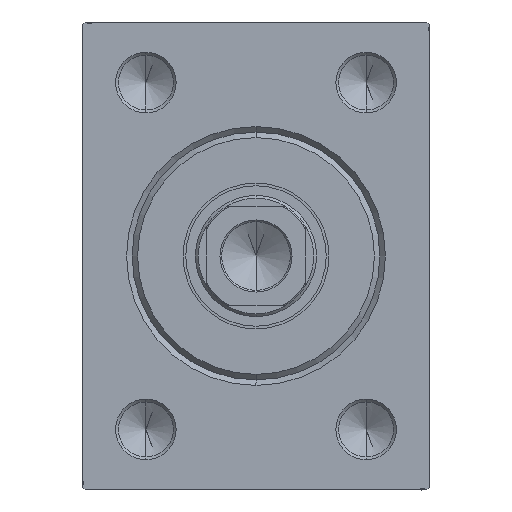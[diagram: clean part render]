
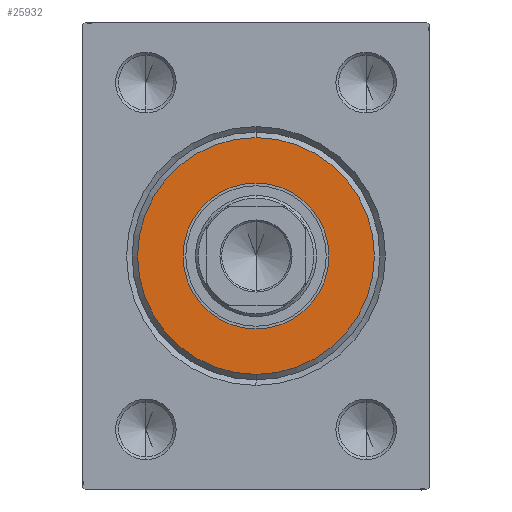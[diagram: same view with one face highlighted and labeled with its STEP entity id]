
A CAD part, left-side view. The second image highlights one B-rep face of the part: STEP entity #25932.
In plain terms, the highlighted face is planar.
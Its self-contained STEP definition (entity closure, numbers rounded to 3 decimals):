
#143 = AXIS2_PLACEMENT_3D ( 'NONE', #37320, #33672, #34560 ) ;
#832 = VERTEX_POINT ( 'NONE', #24819 ) ;
#3047 = AXIS2_PLACEMENT_3D ( 'NONE', #4101, #15026, #35956 ) ;
#4101 = CARTESIAN_POINT ( 'NONE',  ( 3., 0., 0. ) ) ;
#5635 = EDGE_CURVE ( 'NONE', #6598, #35892, #19745, .T. ) ;
#5846 = DIRECTION ( 'NONE',  ( 1., 0., 0. ) ) ;
#6598 = VERTEX_POINT ( 'NONE', #18301 ) ;
#10826 = VERTEX_POINT ( 'NONE', #11207 ) ;
#11207 = CARTESIAN_POINT ( 'NONE',  ( 3., 0., -13.25 ) ) ;
#12025 = DIRECTION ( 'NONE',  ( 0., 0., -1. ) ) ;
#12901 = PLANE ( 'NONE',  #38386 ) ;
#13540 = CIRCLE ( 'NONE', #36796, 13.25 ) ;
#15026 = DIRECTION ( 'NONE',  ( 1., 0., 0. ) ) ;
#17020 = EDGE_CURVE ( 'NONE', #10826, #832, #13540, .T. ) ;
#17372 = FACE_BOUND ( 'NONE', #21476, .T. ) ;
#18270 = CIRCLE ( 'NONE', #3047, 21.5 ) ;
#18301 = CARTESIAN_POINT ( 'NONE',  ( 3., 0., -21.5 ) ) ;
#19068 = DIRECTION ( 'NONE',  ( 1., 0., 0. ) ) ;
#19745 = CIRCLE ( 'NONE', #143, 21.5 ) ;
#21398 = ORIENTED_EDGE ( 'NONE', *, *, #22832, .F. ) ;
#21476 = EDGE_LOOP ( 'NONE', ( #22420, #21398 ) ) ;
#22420 = ORIENTED_EDGE ( 'NONE', *, *, #17020, .F. ) ;
#22832 = EDGE_CURVE ( 'NONE', #832, #10826, #30429, .T. ) ;
#23604 = CARTESIAN_POINT ( 'NONE',  ( 3., 0., 0. ) ) ;
#23769 = DIRECTION ( 'NONE',  ( 0., 0., -1. ) ) ;
#24819 = CARTESIAN_POINT ( 'NONE',  ( 3., 0., 13.25 ) ) ;
#25692 = CARTESIAN_POINT ( 'NONE',  ( 3., 0., 0. ) ) ;
#25932 = ADVANCED_FACE ( 'NONE', ( #43865, #17372 ), #12901, .T. ) ;
#30429 = CIRCLE ( 'NONE', #44232, 13.25 ) ;
#32115 = ORIENTED_EDGE ( 'NONE', *, *, #34578, .T. ) ;
#33672 = DIRECTION ( 'NONE',  ( 1., 0., 0. ) ) ;
#34560 = DIRECTION ( 'NONE',  ( 0., 0., -1. ) ) ;
#34578 = EDGE_CURVE ( 'NONE', #35892, #6598, #18270, .T. ) ;
#35892 = VERTEX_POINT ( 'NONE', #42512 ) ;
#35956 = DIRECTION ( 'NONE',  ( 0., 0., -1. ) ) ;
#36796 = AXIS2_PLACEMENT_3D ( 'NONE', #37879, #37199, #23769 ) ;
#37199 = DIRECTION ( 'NONE',  ( 1., 0., 0. ) ) ;
#37320 = CARTESIAN_POINT ( 'NONE',  ( 3., 0., 0. ) ) ;
#37486 = DIRECTION ( 'NONE',  ( 0., 0., -1. ) ) ;
#37879 = CARTESIAN_POINT ( 'NONE',  ( 3., 0., 0. ) ) ;
#38386 = AXIS2_PLACEMENT_3D ( 'NONE', #23604, #5846, #37486 ) ;
#42512 = CARTESIAN_POINT ( 'NONE',  ( 3., 0., 21.5 ) ) ;
#43865 = FACE_OUTER_BOUND ( 'NONE', #44499, .T. ) ;
#43925 = ORIENTED_EDGE ( 'NONE', *, *, #5635, .T. ) ;
#44232 = AXIS2_PLACEMENT_3D ( 'NONE', #25692, #19068, #12025 ) ;
#44499 = EDGE_LOOP ( 'NONE', ( #32115, #43925 ) ) ;
